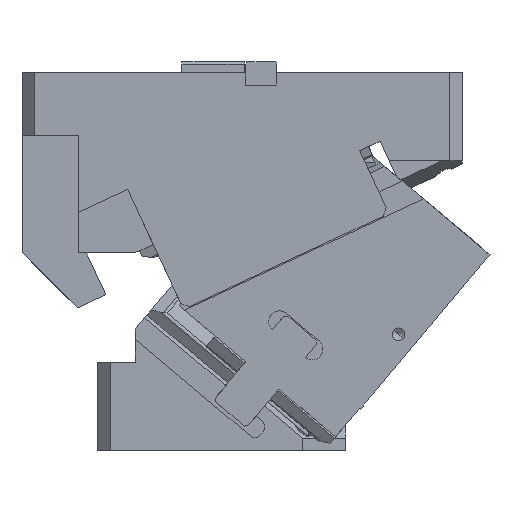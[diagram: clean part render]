
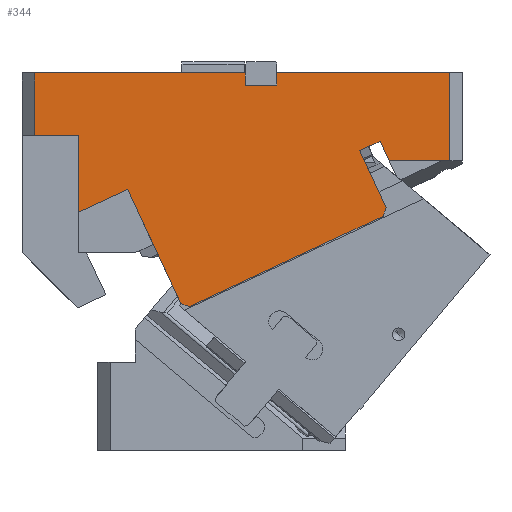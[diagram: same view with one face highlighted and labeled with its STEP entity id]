
A CAD part, front view. The second image highlights one B-rep face of the part: STEP entity #344.
In plain terms, the highlighted planar face has unit normal (0, -1, 0).
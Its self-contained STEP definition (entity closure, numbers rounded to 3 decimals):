
#170=CARTESIAN_POINT('Vertex',(-275.,-90.,114.2)) ;
#173=CARTESIAN_POINT('Line Origine',(-275.,-90.,144.6)) ;
#177=CARTESIAN_POINT('Vertex',(-275.,-90.,175.)) ;
#194=CARTESIAN_POINT('Axis2P3D Location',(30.,-90.,175.)) ;
#199=CARTESIAN_POINT('Line Origine',(-43.606,-90.,166.932)) ;
#203=CARTESIAN_POINT('Vertex',(-51.763,-90.,163.129)) ;
#205=CARTESIAN_POINT('Vertex',(-35.45,-90.,170.736)) ;
#208=CARTESIAN_POINT('Line Origine',(-31.781,-90.,162.868)) ;
#212=CARTESIAN_POINT('Vertex',(-28.112,-90.,155.)) ;
#215=CARTESIAN_POINT('Line Origine',(-4.056,-90.,155.)) ;
#219=CARTESIAN_POINT('Vertex',(20.,-90.,155.)) ;
#222=CARTESIAN_POINT('Line Origine',(20.,-90.,190.)) ;
#226=CARTESIAN_POINT('Vertex',(20.,-90.,225.)) ;
#229=CARTESIAN_POINT('Line Origine',(-48.75,-90.,225.)) ;
#233=CARTESIAN_POINT('Vertex',(-117.5,-90.,225.)) ;
#236=CARTESIAN_POINT('Line Origine',(-117.5,-90.,220.6)) ;
#240=CARTESIAN_POINT('Vertex',(-117.5,-90.,216.2)) ;
#243=CARTESIAN_POINT('Line Origine',(-117.5,-90.,215.6)) ;
#247=CARTESIAN_POINT('Vertex',(-117.5,-90.,215.)) ;
#250=CARTESIAN_POINT('Line Origine',(-130.,-90.,215.)) ;
#254=CARTESIAN_POINT('Vertex',(-142.5,-90.,215.)) ;
#257=CARTESIAN_POINT('Line Origine',(-142.5,-90.,220.)) ;
#261=CARTESIAN_POINT('Vertex',(-142.5,-90.,225.)) ;
#264=CARTESIAN_POINT('Line Origine',(-226.25,-90.,225.)) ;
#268=CARTESIAN_POINT('Vertex',(-310.,-90.,225.)) ;
#271=CARTESIAN_POINT('Line Origine',(-310.,-90.,200.)) ;
#275=CARTESIAN_POINT('Vertex',(-310.,-90.,175.)) ;
#278=CARTESIAN_POINT('Line Origine',(-292.5,-90.,175.)) ;
#283=CARTESIAN_POINT('Line Origine',(-255.515,-90.,123.287)) ;
#287=CARTESIAN_POINT('Vertex',(-236.029,-90.,132.373)) ;
#290=CARTESIAN_POINT('Line Origine',(-214.899,-90.,87.057)) ;
#294=CARTESIAN_POINT('Vertex',(-193.768,-90.,41.742)) ;
#297=CARTESIAN_POINT('Line Origine',(-190.445,-90.,40.533)) ;
#301=CARTESIAN_POINT('Vertex',(-187.123,-90.,39.323)) ;
#304=CARTESIAN_POINT('Line Origine',(-110.087,-90.,75.246)) ;
#308=CARTESIAN_POINT('Vertex',(-33.051,-90.,111.169)) ;
#311=CARTESIAN_POINT('Line Origine',(-31.841,-90.,114.491)) ;
#315=CARTESIAN_POINT('Vertex',(-30.632,-90.,117.813)) ;
#318=CARTESIAN_POINT('Line Origine',(-41.198,-90.,140.471)) ;
#174=DIRECTION('Vector Direction',(0.,0.,-1.)) ;
#195=DIRECTION('Axis2P3D Direction',(0.,1.,0.)) ;
#196=DIRECTION('Axis2P3D XDirection',(-1.,0.,0.)) ;
#200=DIRECTION('Vector Direction',(0.906,0.,0.423)) ;
#209=DIRECTION('Vector Direction',(0.423,0.,-0.906)) ;
#216=DIRECTION('Vector Direction',(1.,0.,0.)) ;
#223=DIRECTION('Vector Direction',(0.,0.,1.)) ;
#230=DIRECTION('Vector Direction',(-1.,0.,0.)) ;
#237=DIRECTION('Vector Direction',(0.,0.,-1.)) ;
#244=DIRECTION('Vector Direction',(0.,0.,-1.)) ;
#251=DIRECTION('Vector Direction',(1.,0.,0.)) ;
#258=DIRECTION('Vector Direction',(0.,0.,1.)) ;
#265=DIRECTION('Vector Direction',(-1.,0.,0.)) ;
#272=DIRECTION('Vector Direction',(0.,0.,-1.)) ;
#279=DIRECTION('Vector Direction',(1.,0.,0.)) ;
#284=DIRECTION('Vector Direction',(0.906,0.,0.423)) ;
#291=DIRECTION('Vector Direction',(-0.423,0.,0.906)) ;
#298=DIRECTION('Vector Direction',(-0.94,0.,0.342)) ;
#305=DIRECTION('Vector Direction',(-0.906,0.,-0.423)) ;
#312=DIRECTION('Vector Direction',(0.342,0.,0.94)) ;
#319=DIRECTION('Vector Direction',(-0.423,0.,0.906)) ;
#197=AXIS2_PLACEMENT_3D('Plane Axis2P3D',#194,#195,#196) ;
#324=ORIENTED_EDGE('',*,*,#207,.T.) ;
#325=ORIENTED_EDGE('',*,*,#214,.T.) ;
#326=ORIENTED_EDGE('',*,*,#221,.T.) ;
#327=ORIENTED_EDGE('',*,*,#228,.T.) ;
#328=ORIENTED_EDGE('',*,*,#235,.T.) ;
#329=ORIENTED_EDGE('',*,*,#242,.T.) ;
#330=ORIENTED_EDGE('',*,*,#249,.T.) ;
#331=ORIENTED_EDGE('',*,*,#256,.F.) ;
#332=ORIENTED_EDGE('',*,*,#263,.T.) ;
#333=ORIENTED_EDGE('',*,*,#270,.T.) ;
#334=ORIENTED_EDGE('',*,*,#277,.T.) ;
#335=ORIENTED_EDGE('',*,*,#282,.T.) ;
#336=ORIENTED_EDGE('',*,*,#179,.T.) ;
#337=ORIENTED_EDGE('',*,*,#289,.T.) ;
#338=ORIENTED_EDGE('',*,*,#296,.F.) ;
#339=ORIENTED_EDGE('',*,*,#303,.F.) ;
#340=ORIENTED_EDGE('',*,*,#310,.F.) ;
#341=ORIENTED_EDGE('',*,*,#317,.T.) ;
#342=ORIENTED_EDGE('',*,*,#322,.T.) ;
#175=VECTOR('Line Direction',#174,1.) ;
#201=VECTOR('Line Direction',#200,1.) ;
#210=VECTOR('Line Direction',#209,1.) ;
#217=VECTOR('Line Direction',#216,1.) ;
#224=VECTOR('Line Direction',#223,1.) ;
#231=VECTOR('Line Direction',#230,1.) ;
#238=VECTOR('Line Direction',#237,1.) ;
#245=VECTOR('Line Direction',#244,1.) ;
#252=VECTOR('Line Direction',#251,1.) ;
#259=VECTOR('Line Direction',#258,1.) ;
#266=VECTOR('Line Direction',#265,1.) ;
#273=VECTOR('Line Direction',#272,1.) ;
#280=VECTOR('Line Direction',#279,1.) ;
#285=VECTOR('Line Direction',#284,1.) ;
#292=VECTOR('Line Direction',#291,1.) ;
#299=VECTOR('Line Direction',#298,1.) ;
#306=VECTOR('Line Direction',#305,1.) ;
#313=VECTOR('Line Direction',#312,1.) ;
#320=VECTOR('Line Direction',#319,1.) ;
#344=ADVANCED_FACE('CAM HOLDER',(#343),#198,.F.) ;
#179=EDGE_CURVE('',#178,#171,#176,.T.) ;
#207=EDGE_CURVE('',#204,#206,#202,.T.) ;
#214=EDGE_CURVE('',#206,#213,#211,.T.) ;
#221=EDGE_CURVE('',#213,#220,#218,.T.) ;
#228=EDGE_CURVE('',#220,#227,#225,.T.) ;
#235=EDGE_CURVE('',#227,#234,#232,.T.) ;
#242=EDGE_CURVE('',#234,#241,#239,.T.) ;
#249=EDGE_CURVE('',#241,#248,#246,.T.) ;
#256=EDGE_CURVE('',#255,#248,#253,.T.) ;
#263=EDGE_CURVE('',#255,#262,#260,.T.) ;
#270=EDGE_CURVE('',#262,#269,#267,.T.) ;
#277=EDGE_CURVE('',#269,#276,#274,.T.) ;
#282=EDGE_CURVE('',#276,#178,#281,.T.) ;
#289=EDGE_CURVE('',#171,#288,#286,.T.) ;
#296=EDGE_CURVE('',#295,#288,#293,.T.) ;
#303=EDGE_CURVE('',#302,#295,#300,.T.) ;
#310=EDGE_CURVE('',#309,#302,#307,.T.) ;
#317=EDGE_CURVE('',#309,#316,#314,.T.) ;
#322=EDGE_CURVE('',#316,#204,#321,.T.) ;
#323=EDGE_LOOP('',(#324,#325,#326,#327,#328,#329,#330,#331,#332,#333,#334,#335,#336,#337,#338,#339,#340,#341,#342)) ;
#343=FACE_OUTER_BOUND('',#323,.T.) ;
#176=LINE('Line',#173,#175) ;
#202=LINE('Line',#199,#201) ;
#211=LINE('Line',#208,#210) ;
#218=LINE('Line',#215,#217) ;
#225=LINE('Line',#222,#224) ;
#232=LINE('Line',#229,#231) ;
#239=LINE('Line',#236,#238) ;
#246=LINE('Line',#243,#245) ;
#253=LINE('Line',#250,#252) ;
#260=LINE('Line',#257,#259) ;
#267=LINE('Line',#264,#266) ;
#274=LINE('Line',#271,#273) ;
#281=LINE('Line',#278,#280) ;
#286=LINE('Line',#283,#285) ;
#293=LINE('Line',#290,#292) ;
#300=LINE('Line',#297,#299) ;
#307=LINE('Line',#304,#306) ;
#314=LINE('Line',#311,#313) ;
#321=LINE('Line',#318,#320) ;
#198=PLANE('Plane',#197) ;
#171=VERTEX_POINT('',#170) ;
#178=VERTEX_POINT('',#177) ;
#204=VERTEX_POINT('',#203) ;
#206=VERTEX_POINT('',#205) ;
#213=VERTEX_POINT('',#212) ;
#220=VERTEX_POINT('',#219) ;
#227=VERTEX_POINT('',#226) ;
#234=VERTEX_POINT('',#233) ;
#241=VERTEX_POINT('',#240) ;
#248=VERTEX_POINT('',#247) ;
#255=VERTEX_POINT('',#254) ;
#262=VERTEX_POINT('',#261) ;
#269=VERTEX_POINT('',#268) ;
#276=VERTEX_POINT('',#275) ;
#288=VERTEX_POINT('',#287) ;
#295=VERTEX_POINT('',#294) ;
#302=VERTEX_POINT('',#301) ;
#309=VERTEX_POINT('',#308) ;
#316=VERTEX_POINT('',#315) ;
